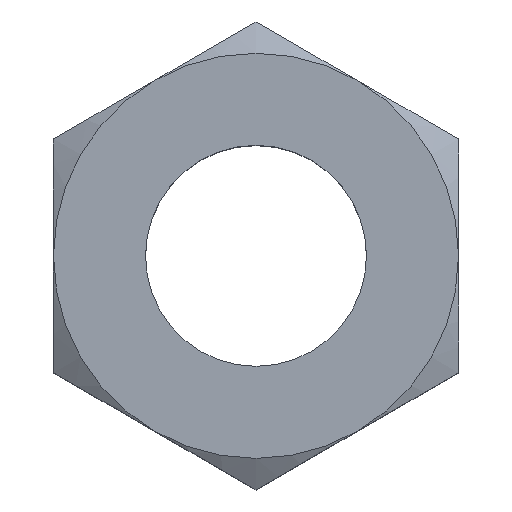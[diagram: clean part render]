
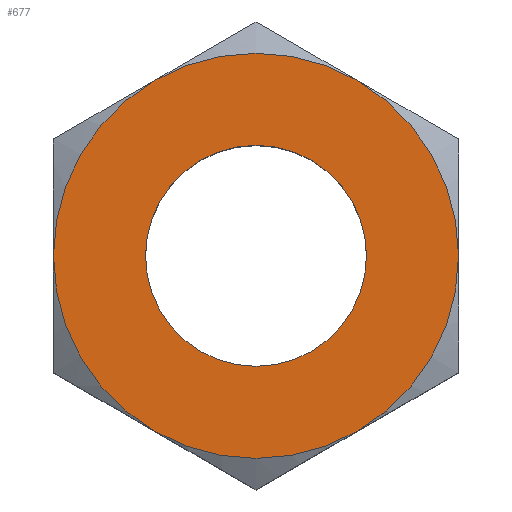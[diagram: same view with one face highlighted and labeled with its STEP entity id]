
A CAD part, top view. The second image highlights one B-rep face of the part: STEP entity #677.
In plain terms, the highlighted planar face has unit normal (0, 0, 1).
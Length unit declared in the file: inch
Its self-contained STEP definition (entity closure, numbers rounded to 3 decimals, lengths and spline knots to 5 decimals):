
#3 = CARTESIAN_POINT ( 'NONE',  ( 0., 0., 0.04724 ) ) ;
#4 = VERTEX_POINT ( 'NONE', #158 ) ;
#7 = CARTESIAN_POINT ( 'NONE',  ( -0.05906, 0., 0.04724 ) ) ;
#11 = AXIS2_PLACEMENT_3D ( 'NONE', #316, #183, #703 ) ;
#61 = ORIENTED_EDGE ( 'NONE', *, *, #306, .T. ) ;
#66 = AXIS2_PLACEMENT_3D ( 'NONE', #510, #106, #161 ) ;
#72 = EDGE_CURVE ( 'NONE', #105, #4, #245, .T. ) ;
#84 = DIRECTION ( 'NONE',  ( 0., 0., 1. ) ) ;
#94 = AXIS2_PLACEMENT_3D ( 'NONE', #140, #146, #501 ) ;
#98 = CARTESIAN_POINT ( 'NONE',  ( -0.05413, -0.09376, 0.04724 ) ) ;
#105 = VERTEX_POINT ( 'NONE', #359 ) ;
#106 = DIRECTION ( 'NONE',  ( 0., 0., 1. ) ) ;
#108 = ORIENTED_EDGE ( 'NONE', *, *, #388, .F. ) ;
#120 = CARTESIAN_POINT ( 'NONE',  ( -0.10827, 0., 0.04724 ) ) ;
#131 = CIRCLE ( 'NONE', #453, 0.10827 ) ;
#138 = DIRECTION ( 'NONE',  ( 1., 0., 0. ) ) ;
#140 = CARTESIAN_POINT ( 'NONE',  ( 0., 0., 0.04724 ) ) ;
#146 = DIRECTION ( 'NONE',  ( 0., 0., 1. ) ) ;
#151 = EDGE_CURVE ( 'NONE', #390, #488, #735, .T. ) ;
#158 = CARTESIAN_POINT ( 'NONE',  ( 0.05413, 0.09376, 0.04724 ) ) ;
#161 = DIRECTION ( 'NONE',  ( 1., 0., 0. ) ) ;
#170 = DIRECTION ( 'NONE',  ( 0., 0., 1. ) ) ;
#183 = DIRECTION ( 'NONE',  ( 0., 0., 1. ) ) ;
#186 = VERTEX_POINT ( 'NONE', #260 ) ;
#202 = EDGE_LOOP ( 'NONE', ( #108, #710 ) ) ;
#220 = AXIS2_PLACEMENT_3D ( 'NONE', #3, #231, #346 ) ;
#227 = CARTESIAN_POINT ( 'NONE',  ( 0., 0., 0.04724 ) ) ;
#230 = AXIS2_PLACEMENT_3D ( 'NONE', #497, #442, #138 ) ;
#231 = DIRECTION ( 'NONE',  ( 0., 0., 1. ) ) ;
#245 = CIRCLE ( 'NONE', #230, 0.10827 ) ;
#260 = CARTESIAN_POINT ( 'NONE',  ( 0.05906, 0., 0.04724 ) ) ;
#276 = EDGE_CURVE ( 'NONE', #4, #390, #486, .T. ) ;
#286 = ORIENTED_EDGE ( 'NONE', *, *, #407, .T. ) ;
#288 = VERTEX_POINT ( 'NONE', #98 ) ;
#299 = DIRECTION ( 'NONE',  ( 0., 0., 1. ) ) ;
#306 = EDGE_CURVE ( 'NONE', #445, #105, #470, .T. ) ;
#309 = CARTESIAN_POINT ( 'NONE',  ( 0., 0., 0.04724 ) ) ;
#316 = CARTESIAN_POINT ( 'NONE',  ( 0., 0., 0.04724 ) ) ;
#333 = DIRECTION ( 'NONE',  ( 0., 0., 1. ) ) ;
#336 = CIRCLE ( 'NONE', #718, 0.05906 ) ;
#344 = DIRECTION ( 'NONE',  ( 1., 0., 0. ) ) ;
#346 = DIRECTION ( 'NONE',  ( 1., 0., 0. ) ) ;
#359 = CARTESIAN_POINT ( 'NONE',  ( 0.10827, 0., 0.04724 ) ) ;
#373 = EDGE_CURVE ( 'NONE', #488, #288, #726, .T. ) ;
#388 = EDGE_CURVE ( 'NONE', #428, #186, #565, .T. ) ;
#390 = VERTEX_POINT ( 'NONE', #630 ) ;
#407 = EDGE_CURVE ( 'NONE', #288, #445, #131, .T. ) ;
#412 = CARTESIAN_POINT ( 'NONE',  ( 0., 0., 0.04724 ) ) ;
#427 = DIRECTION ( 'NONE',  ( 1., 0., 0. ) ) ;
#428 = VERTEX_POINT ( 'NONE', #7 ) ;
#442 = DIRECTION ( 'NONE',  ( 0., 0., 1. ) ) ;
#445 = VERTEX_POINT ( 'NONE', #685 ) ;
#453 = AXIS2_PLACEMENT_3D ( 'NONE', #412, #299, #688 ) ;
#470 = CIRCLE ( 'NONE', #66, 0.10827 ) ;
#486 = CIRCLE ( 'NONE', #648, 0.10827 ) ;
#488 = VERTEX_POINT ( 'NONE', #120 ) ;
#497 = CARTESIAN_POINT ( 'NONE',  ( 0., 0., 0.04724 ) ) ;
#501 = DIRECTION ( 'NONE',  ( 1., 0., 0. ) ) ;
#510 = CARTESIAN_POINT ( 'NONE',  ( 0., 0., 0.04724 ) ) ;
#513 = FACE_BOUND ( 'NONE', #202, .T. ) ;
#547 = AXIS2_PLACEMENT_3D ( 'NONE', #682, #170, #344 ) ;
#565 = CIRCLE ( 'NONE', #220, 0.05906 ) ;
#572 = ORIENTED_EDGE ( 'NONE', *, *, #72, .T. ) ;
#581 = ORIENTED_EDGE ( 'NONE', *, *, #373, .T. ) ;
#588 = EDGE_LOOP ( 'NONE', ( #61, #572, #680, #696, #581, #286 ) ) ;
#630 = CARTESIAN_POINT ( 'NONE',  ( -0.05413, 0.09376, 0.04724 ) ) ;
#648 = AXIS2_PLACEMENT_3D ( 'NONE', #227, #333, #729 ) ;
#653 = FACE_OUTER_BOUND ( 'NONE', #588, .T. ) ;
#677 = ADVANCED_FACE ( 'NONE', ( #513, #653 ), #711, .T. ) ;
#680 = ORIENTED_EDGE ( 'NONE', *, *, #276, .T. ) ;
#682 = CARTESIAN_POINT ( 'NONE',  ( 0., 0., 0.04724 ) ) ;
#685 = CARTESIAN_POINT ( 'NONE',  ( 0.05413, -0.09376, 0.04724 ) ) ;
#688 = DIRECTION ( 'NONE',  ( 1., 0., 0. ) ) ;
#696 = ORIENTED_EDGE ( 'NONE', *, *, #151, .T. ) ;
#703 = DIRECTION ( 'NONE',  ( 1., 0., 0. ) ) ;
#710 = ORIENTED_EDGE ( 'NONE', *, *, #731, .F. ) ;
#711 = PLANE ( 'NONE',  #11 ) ;
#718 = AXIS2_PLACEMENT_3D ( 'NONE', #309, #84, #427 ) ;
#726 = CIRCLE ( 'NONE', #547, 0.10827 ) ;
#729 = DIRECTION ( 'NONE',  ( 1., 0., 0. ) ) ;
#731 = EDGE_CURVE ( 'NONE', #186, #428, #336, .T. ) ;
#735 = CIRCLE ( 'NONE', #94, 0.10827 ) ;
